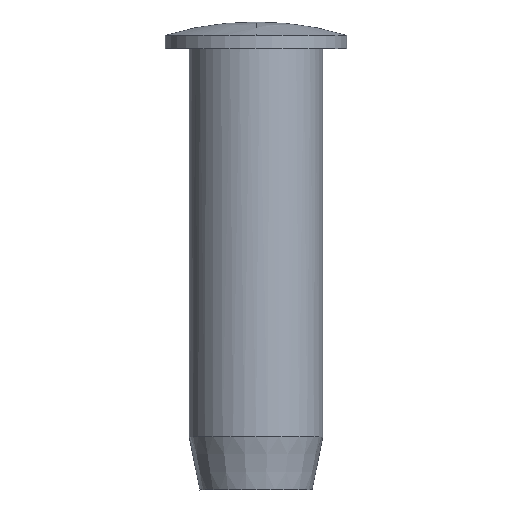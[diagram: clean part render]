
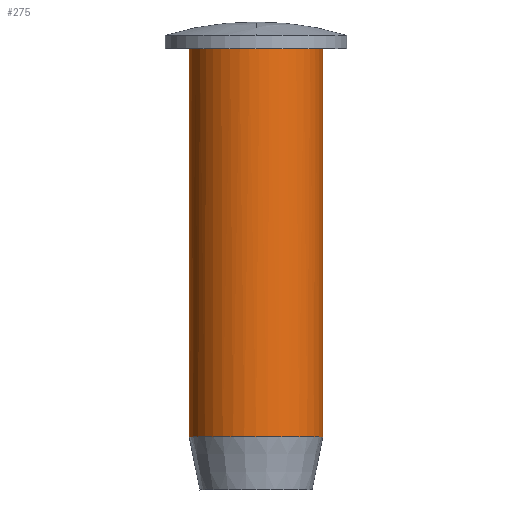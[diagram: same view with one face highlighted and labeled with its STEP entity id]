
A CAD part, front view. The second image highlights one B-rep face of the part: STEP entity #275.
In plain terms, the highlighted cylindrical face has radius 2.5 mm (diameter 5 mm), a partial arc.
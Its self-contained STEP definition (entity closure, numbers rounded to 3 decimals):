
#248=AXIS2_PLACEMENT_3D('Cylinder Axis2P3D',#245,#246,#247) ;
#259=AXIS2_PLACEMENT_3D('Circle Axis2P3D',#257,#258,$) ;
#124=CARTESIAN_POINT('Control Point',(5.9,3.4,16.5)) ;
#125=CARTESIAN_POINT('Control Point',(5.9,3.168,16.5)) ;
#126=CARTESIAN_POINT('Control Point',(5.873,2.935,16.5)) ;
#127=CARTESIAN_POINT('Control Point',(5.819,2.707,16.5)) ;
#128=CARTESIAN_POINT('Control Point',(5.659,2.267,16.5)) ;
#129=CARTESIAN_POINT('Control Point',(5.402,1.876,16.5)) ;
#130=CARTESIAN_POINT('Control Point',(5.252,1.696,16.5)) ;
#131=CARTESIAN_POINT('Control Point',(4.912,1.375,16.5)) ;
#132=CARTESIAN_POINT('Control Point',(4.507,1.14,16.5)) ;
#133=CARTESIAN_POINT('Control Point',(4.292,1.047,16.5)) ;
#134=CARTESIAN_POINT('Control Point',(3.844,0.912,16.5)) ;
#135=CARTESIAN_POINT('Control Point',(3.377,0.884,16.5)) ;
#136=CARTESIAN_POINT('Control Point',(3.143,0.897,16.5)) ;
#137=CARTESIAN_POINT('Control Point',(2.682,0.977,16.5)) ;
#138=CARTESIAN_POINT('Control Point',(2.251,1.161,16.5)) ;
#139=CARTESIAN_POINT('Control Point',(2.048,1.278,16.5)) ;
#140=CARTESIAN_POINT('Control Point',(1.672,1.556,16.5)) ;
#141=CARTESIAN_POINT('Control Point',(1.37,1.913,16.5)) ;
#142=CARTESIAN_POINT('Control Point',(1.24,2.109,16.5)) ;
#143=CARTESIAN_POINT('Control Point',(1.054,2.476,16.5)) ;
#144=CARTESIAN_POINT('Control Point',(0.947,2.872,16.5)) ;
#145=CARTESIAN_POINT('Control Point',(0.916,3.047,16.5)) ;
#146=CARTESIAN_POINT('Control Point',(0.9,3.223,16.5)) ;
#147=CARTESIAN_POINT('Control Point',(0.9,3.4,16.5)) ;
#148=CARTESIAN_POINT('Vertex',(5.9,3.4,16.5)) ;
#150=CARTESIAN_POINT('Vertex',(0.9,3.4,16.5)) ;
#245=CARTESIAN_POINT('Axis2P3D Location',(3.4,3.4,16.5)) ;
#250=CARTESIAN_POINT('Line Origine',(0.9,3.4,16.5)) ;
#254=CARTESIAN_POINT('Vertex',(0.9,3.4,2.)) ;
#257=CARTESIAN_POINT('Axis2P3D Location',(3.4,3.4,2.)) ;
#261=CARTESIAN_POINT('Vertex',(5.9,3.4,2.)) ;
#264=CARTESIAN_POINT('Line Origine',(5.9,3.4,16.5)) ;
#246=DIRECTION('Axis2P3D Direction',(-0.,0.,-1.)) ;
#247=DIRECTION('Axis2P3D XDirection',(-1.,0.,0.)) ;
#251=DIRECTION('Vector Direction',(0.,0.,-1.)) ;
#258=DIRECTION('Axis2P3D Direction',(-0.,0.,-1.)) ;
#265=DIRECTION('Vector Direction',(0.,0.,-1.)) ;
#252=VECTOR('Line Direction',#251,1.) ;
#266=VECTOR('Line Direction',#265,1.) ;
#270=ORIENTED_EDGE('',*,*,#256,.F.) ;
#271=ORIENTED_EDGE('',*,*,#263,.T.) ;
#272=ORIENTED_EDGE('',*,*,#268,.F.) ;
#273=ORIENTED_EDGE('',*,*,#152,.T.) ;
#275=ADVANCED_FACE('CABTITE BP 5MM PA',(#274),#249,.T.) ;
#123=B_SPLINE_CURVE_WITH_KNOTS('',5,(#124,#125,#126,#127,#128,#129,#130,#131,#132,#133,#134,#135,#136,#137,#138,#139,#140,#141,#142,#143,#144,#145,#146,#147),.UNSPECIFIED.,.F.,.U.,(6,3,3,3,3,3,3,6),(0.,1.647,3.293,4.94,6.587,8.233,9.88,11.131),.UNSPECIFIED.) ;
#260=CIRCLE('generated circle',#259,2.5) ;
#249=CYLINDRICAL_SURFACE('generated cylinder',#248,2.5) ;
#152=EDGE_CURVE('',#149,#151,#123,.T.) ;
#256=EDGE_CURVE('',#255,#151,#253,.F.) ;
#263=EDGE_CURVE('',#255,#262,#260,.F.) ;
#268=EDGE_CURVE('',#149,#262,#267,.T.) ;
#269=EDGE_LOOP('',(#270,#271,#272,#273)) ;
#274=FACE_OUTER_BOUND('',#269,.T.) ;
#253=LINE('Line',#250,#252) ;
#267=LINE('Line',#264,#266) ;
#149=VERTEX_POINT('',#148) ;
#151=VERTEX_POINT('',#150) ;
#255=VERTEX_POINT('',#254) ;
#262=VERTEX_POINT('',#261) ;
